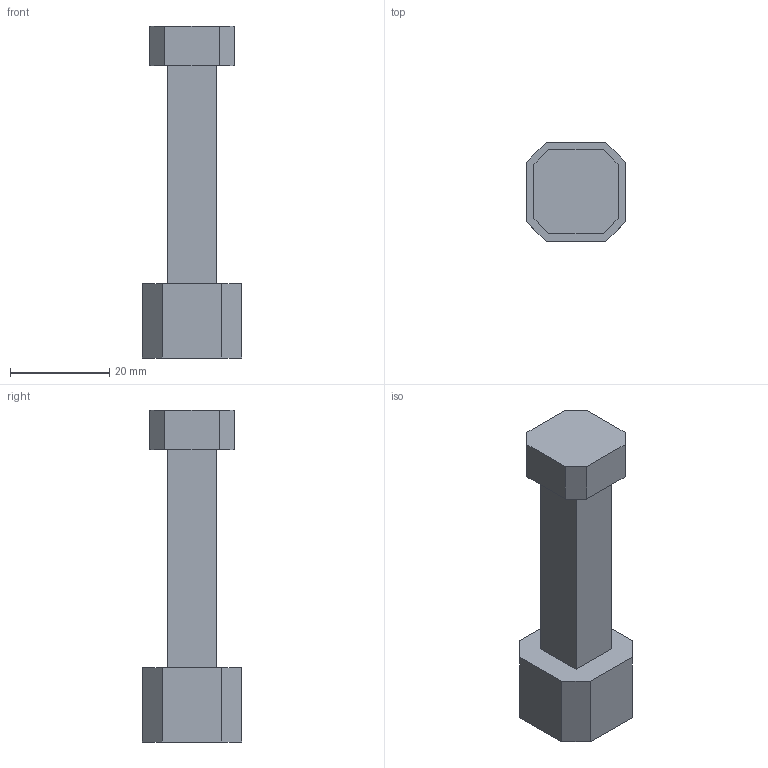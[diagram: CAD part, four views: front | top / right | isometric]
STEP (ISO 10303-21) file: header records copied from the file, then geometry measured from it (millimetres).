
FILE_DESCRIPTION(/* description */ (''),/* implementation_level */ '2;1');
FILE_NAME(/* name */ 'column base_.step',/* time_stamp */ '2023-12-08T09:44:25Z',/* author */ (''),/* organization */ (''),/* preprocessor_version */ 'ST-DEVELOPER v20',/* originating_system */ 'Autodesk Translation Framework v12.14.0.127',/* authorisation */ '');
FILE_SCHEMA (('AUTOMOTIVE_DESIGN { 1 0 10303 214 3 1 1 }'));
Length unit declared in the file: millimetre
Products named in the file (1): column base
Bounding box: 20 x 20 x 67 mm (x, y, z)
Volume: 12040.5 mm3; surface area: 4419.7 mm2
Topology: 1 solids, 1 shells, 26 faces, 63 edges, 42 vertices
Faces by surface type: plane 25, cylinder 1
Full cylindrical faces by diameter (mm): 5.5 x1
Entity records: 782 total; most frequent: CARTESIAN_POINT 132, ORIENTED_EDGE 126, DIRECTION 119, EDGE_CURVE 63, LINE 61, VECTOR 61, VERTEX_POINT 42, EDGE_LOOP 29
